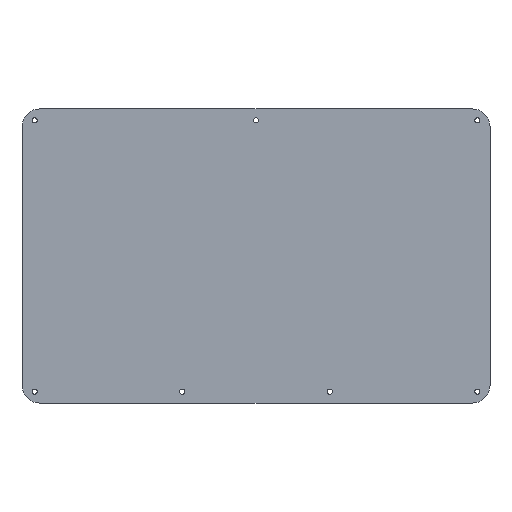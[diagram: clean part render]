
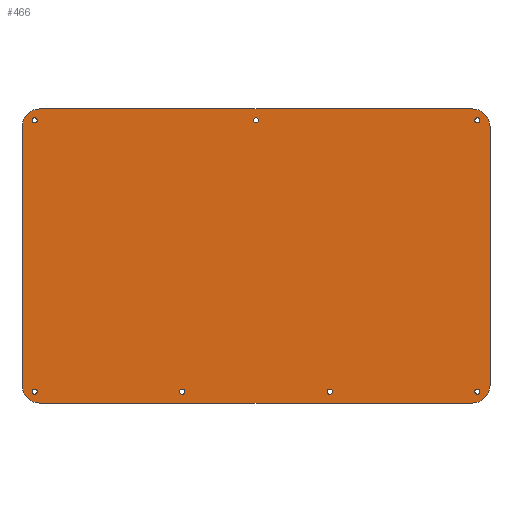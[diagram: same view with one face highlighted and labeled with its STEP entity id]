
A CAD part, front view. The second image highlights one B-rep face of the part: STEP entity #466.
In plain terms, the highlighted planar face has unit normal (0, -1, 0).
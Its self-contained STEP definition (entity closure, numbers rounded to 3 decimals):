
#19=FACE_BOUND('',#84,.T.);
#20=FACE_BOUND('',#85,.T.);
#21=FACE_BOUND('',#86,.T.);
#22=FACE_BOUND('',#87,.T.);
#23=FACE_BOUND('',#88,.T.);
#24=FACE_BOUND('',#89,.T.);
#25=FACE_BOUND('',#90,.T.);
#34=PLANE('',#528);
#59=FACE_OUTER_BOUND('',#83,.T.);
#83=EDGE_LOOP('',(#361,#362,#363,#364,#365,#366,#367,#368));
#84=EDGE_LOOP('',(#369));
#85=EDGE_LOOP('',(#370));
#86=EDGE_LOOP('',(#371));
#87=EDGE_LOOP('',(#372));
#88=EDGE_LOOP('',(#373));
#89=EDGE_LOOP('',(#374));
#90=EDGE_LOOP('',(#375));
#121=LINE('',#782,#151);
#124=LINE('',#788,#154);
#125=LINE('',#792,#155);
#126=LINE('',#796,#156);
#151=VECTOR('',#634,10.);
#154=VECTOR('',#639,10.);
#155=VECTOR('',#642,10.);
#156=VECTOR('',#645,10.);
#194=CIRCLE('',#526,7.5);
#195=CIRCLE('',#529,7.5);
#196=CIRCLE('',#530,7.5);
#197=CIRCLE('',#531,7.5);
#198=CIRCLE('',#532,1.1);
#199=CIRCLE('',#533,1.1);
#200=CIRCLE('',#534,1.1);
#201=CIRCLE('',#535,1.1);
#202=CIRCLE('',#536,1.1);
#203=CIRCLE('',#537,1.1);
#204=CIRCLE('',#538,1.1);
#231=VERTEX_POINT('',#775);
#232=VERTEX_POINT('',#777);
#233=VERTEX_POINT('',#781);
#235=VERTEX_POINT('',#787);
#236=VERTEX_POINT('',#789);
#237=VERTEX_POINT('',#791);
#238=VERTEX_POINT('',#793);
#239=VERTEX_POINT('',#795);
#240=VERTEX_POINT('',#798);
#241=VERTEX_POINT('',#800);
#242=VERTEX_POINT('',#802);
#243=VERTEX_POINT('',#804);
#244=VERTEX_POINT('',#806);
#245=VERTEX_POINT('',#808);
#246=VERTEX_POINT('',#810);
#282=EDGE_CURVE('',#231,#232,#194,.T.);
#284=EDGE_CURVE('',#233,#232,#121,.T.);
#287=EDGE_CURVE('',#231,#235,#124,.T.);
#288=EDGE_CURVE('',#236,#235,#195,.T.);
#289=EDGE_CURVE('',#236,#237,#125,.T.);
#290=EDGE_CURVE('',#238,#237,#196,.T.);
#291=EDGE_CURVE('',#238,#239,#126,.T.);
#292=EDGE_CURVE('',#233,#239,#197,.T.);
#293=EDGE_CURVE('',#240,#240,#198,.T.);
#294=EDGE_CURVE('',#241,#241,#199,.T.);
#295=EDGE_CURVE('',#242,#242,#200,.T.);
#296=EDGE_CURVE('',#243,#243,#201,.T.);
#297=EDGE_CURVE('',#244,#244,#202,.T.);
#298=EDGE_CURVE('',#245,#245,#203,.T.);
#299=EDGE_CURVE('',#246,#246,#204,.T.);
#361=ORIENTED_EDGE('',*,*,#282,.F.);
#362=ORIENTED_EDGE('',*,*,#287,.T.);
#363=ORIENTED_EDGE('',*,*,#288,.F.);
#364=ORIENTED_EDGE('',*,*,#289,.T.);
#365=ORIENTED_EDGE('',*,*,#290,.F.);
#366=ORIENTED_EDGE('',*,*,#291,.T.);
#367=ORIENTED_EDGE('',*,*,#292,.F.);
#368=ORIENTED_EDGE('',*,*,#284,.T.);
#369=ORIENTED_EDGE('',*,*,#293,.F.);
#370=ORIENTED_EDGE('',*,*,#294,.F.);
#371=ORIENTED_EDGE('',*,*,#295,.F.);
#372=ORIENTED_EDGE('',*,*,#296,.F.);
#373=ORIENTED_EDGE('',*,*,#297,.F.);
#374=ORIENTED_EDGE('',*,*,#298,.F.);
#375=ORIENTED_EDGE('',*,*,#299,.F.);
#466=ADVANCED_FACE('',(#59,#19,#20,#21,#22,#23,#24,#25),#34,.F.);
#526=AXIS2_PLACEMENT_3D('',#778,#629,#630);
#528=AXIS2_PLACEMENT_3D('',#786,#637,#638);
#529=AXIS2_PLACEMENT_3D('',#790,#640,#641);
#530=AXIS2_PLACEMENT_3D('',#794,#643,#644);
#531=AXIS2_PLACEMENT_3D('',#797,#646,#647);
#532=AXIS2_PLACEMENT_3D('',#799,#648,#649);
#533=AXIS2_PLACEMENT_3D('',#801,#650,#651);
#534=AXIS2_PLACEMENT_3D('',#803,#652,#653);
#535=AXIS2_PLACEMENT_3D('',#805,#654,#655);
#536=AXIS2_PLACEMENT_3D('',#807,#656,#657);
#537=AXIS2_PLACEMENT_3D('',#809,#658,#659);
#538=AXIS2_PLACEMENT_3D('',#811,#660,#661);
#629=DIRECTION('center_axis',(0.,1.,0.));
#630=DIRECTION('ref_axis',(-0.707,0.,0.707));
#634=DIRECTION('',(-1.,0.,0.));
#637=DIRECTION('center_axis',(0.,1.,0.));
#638=DIRECTION('ref_axis',(1.,0.,0.));
#639=DIRECTION('',(0.,0.,-1.));
#640=DIRECTION('center_axis',(0.,1.,0.));
#641=DIRECTION('ref_axis',(-0.707,0.,-0.707));
#642=DIRECTION('',(1.,0.,0.));
#643=DIRECTION('center_axis',(0.,1.,0.));
#644=DIRECTION('ref_axis',(0.707,0.,-0.707));
#645=DIRECTION('',(0.,0.,1.));
#646=DIRECTION('center_axis',(0.,1.,0.));
#647=DIRECTION('ref_axis',(0.707,0.,0.707));
#648=DIRECTION('center_axis',(0.,-1.,0.));
#649=DIRECTION('ref_axis',(1.,0.,0.));
#650=DIRECTION('center_axis',(0.,-1.,0.));
#651=DIRECTION('ref_axis',(1.,0.,0.));
#652=DIRECTION('center_axis',(0.,-1.,0.));
#653=DIRECTION('ref_axis',(1.,0.,0.));
#654=DIRECTION('center_axis',(0.,-1.,0.));
#655=DIRECTION('ref_axis',(1.,0.,0.));
#656=DIRECTION('center_axis',(0.,-1.,0.));
#657=DIRECTION('ref_axis',(1.,0.,0.));
#658=DIRECTION('center_axis',(0.,-1.,0.));
#659=DIRECTION('ref_axis',(1.,0.,0.));
#660=DIRECTION('center_axis',(0.,-1.,0.));
#661=DIRECTION('ref_axis',(1.,0.,0.));
#775=CARTESIAN_POINT('',(0.,0.,118.32));
#777=CARTESIAN_POINT('',(7.5,0.,125.82));
#778=CARTESIAN_POINT('Origin',(7.5,0.,118.32));
#781=CARTESIAN_POINT('',(192.7,0.,125.82));
#782=CARTESIAN_POINT('',(200.2,0.,125.82));
#786=CARTESIAN_POINT('Origin',(100.1,0.,62.91));
#787=CARTESIAN_POINT('',(0.,0.,7.5));
#788=CARTESIAN_POINT('',(0.,0.,125.82));
#789=CARTESIAN_POINT('',(7.5,0.,0.));
#790=CARTESIAN_POINT('Origin',(7.5,0.,7.5));
#791=CARTESIAN_POINT('',(192.7,0.,0.));
#792=CARTESIAN_POINT('',(0.,0.,0.));
#793=CARTESIAN_POINT('',(200.2,0.,7.5));
#794=CARTESIAN_POINT('Origin',(192.7,0.,7.5));
#795=CARTESIAN_POINT('',(200.2,0.,118.32));
#796=CARTESIAN_POINT('',(200.2,0.,0.));
#797=CARTESIAN_POINT('Origin',(192.7,0.,118.32));
#798=CARTESIAN_POINT('',(67.4,0.,4.91));
#799=CARTESIAN_POINT('Origin',(68.5,0.,4.91));
#800=CARTESIAN_POINT('',(193.7,0.,120.91));
#801=CARTESIAN_POINT('Origin',(194.8,0.,120.91));
#802=CARTESIAN_POINT('',(4.3,0.,4.91));
#803=CARTESIAN_POINT('Origin',(5.4,0.,4.91));
#804=CARTESIAN_POINT('',(130.6,0.,4.91));
#805=CARTESIAN_POINT('Origin',(131.7,0.,4.91));
#806=CARTESIAN_POINT('',(4.3,0.,120.91));
#807=CARTESIAN_POINT('Origin',(5.4,0.,120.91));
#808=CARTESIAN_POINT('',(99.,0.,120.91));
#809=CARTESIAN_POINT('Origin',(100.1,0.,120.91));
#810=CARTESIAN_POINT('',(193.7,0.,4.91));
#811=CARTESIAN_POINT('Origin',(194.8,0.,4.91));
